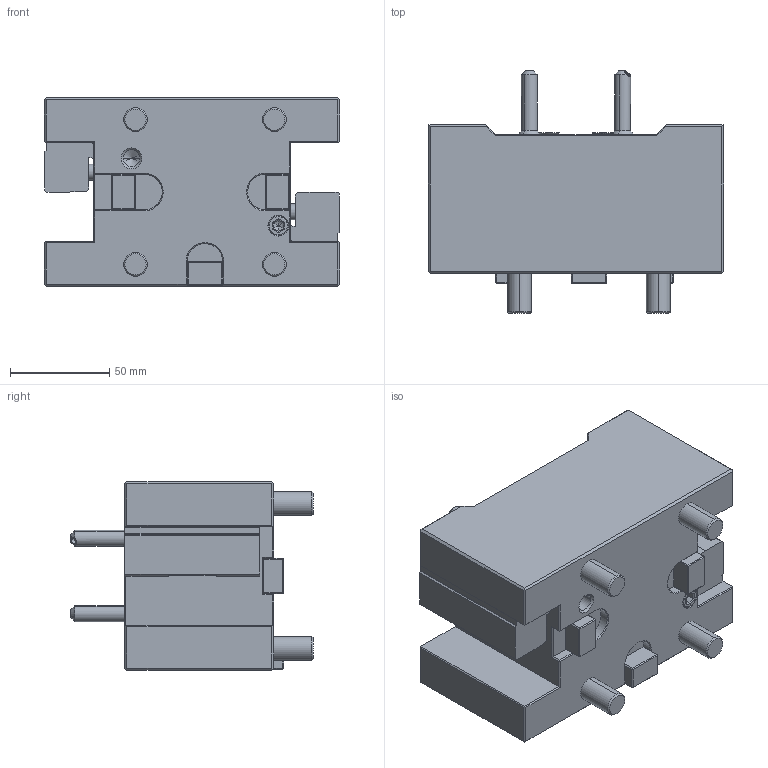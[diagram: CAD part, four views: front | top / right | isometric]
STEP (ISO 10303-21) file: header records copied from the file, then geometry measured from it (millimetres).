
FILE_DESCRIPTION((''),'2;1');
FILE_NAME('NGT_OD_65_25_75D_DO','2023-05-15T',('vali'),('NOVA GRUP'),'PRO/ENGINEER BY PARAMETRIC TECHNOLOGY CORPORATION, 2010280','PRO/ENGINEER BY PARAMETRIC TECHNOLOGY CORPORATION, 2010280','');
FILE_SCHEMA(('CONFIG_CONTROL_DESIGN'));
Length unit declared in the file: millimetre
Products named in the file (1): NGT_OD_65_25_75D_DO
Bounding box: 149 x 122.34 x 95 mm (x, y, z)
Volume: 919994.2 mm3; surface area: 81667.4 mm2
Topology: 1 solids, 1 shells, 307 faces, 819 edges, 504 vertices
Faces by surface type: plane 207, cylinder 57, cone 33, bspline 6, sphere 4
Entity records: 10452 total; most frequent: CARTESIAN_POINT 2860, ORIENTED_EDGE 1622, DIRECTION 1464, EDGE_CURVE 811, VECTOR 644, LINE 644, VERTEX_POINT 504, AXIS2_PLACEMENT_3D 410
